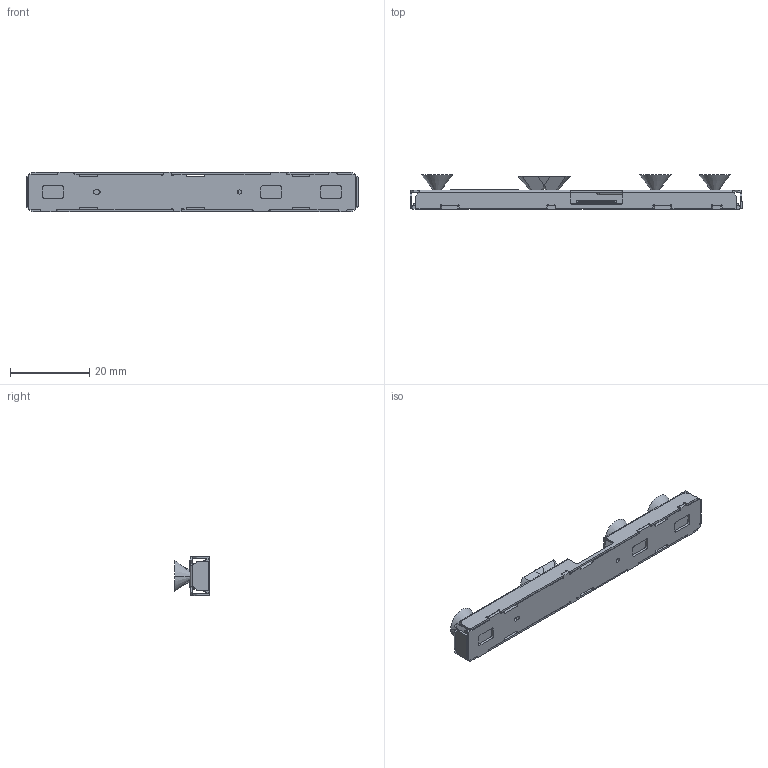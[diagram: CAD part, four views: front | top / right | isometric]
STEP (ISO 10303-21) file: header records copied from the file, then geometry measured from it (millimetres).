
FILE_DESCRIPTION (( 'STEP AP214' ), '1' );
FILE_NAME ('IDC-DS-0601 EXT. REV.02 25-MAY-2017.STEP', '2017-05-25T09:49:17', ( '' ), ( '' ), 'SwSTEP 2.0', 'SolidWorks 2015', '' );
FILE_SCHEMA (( 'AUTOMOTIVE_DESIGN' ));
Length unit declared in the file: millimetre
Products named in the file (18): IDC-DS-0595_EXT; Part1^IDC-DS-0595; IDC-DS-0566_EXT; IDC-DS-0261; IDC-DS-0568; Projector FOV 001; 20708-050E; IDC-DS-0596_EXT; IDC-DS-0446; IDC-DS-0588; PC0644_EXT; IDC-DS-0594_EXT; IDC-DS-0502_EXT; IDC-DS-0600_EXT; Part2^IDC-DS-0502; IDC-DS-0392_EXT; IDC-DS-0601 EXT. REV.02 25-MAY-2017
Assembly tree (24 placements, depth 7):
  IDC-DS-0601 EXT. REV.02 25-MAY-2017
    IDC-DS-0600_EXT
      IDC-DS-0594_EXT
        IDC-DS-0595_EXT
          IDC-DS-0596_EXT
            IDC-DS-0566_EXT
            IDC-DS-0392_EXT
            PC0644_EXT
              PC0644_EXT
              20708-050E
          Part1^IDC-DS-0595
          Projector FOV 001  x2
        20708-050E
        IDC-DS-0502_EXT  x3
          Part2^IDC-DS-0502
          IDC-DS-0588
      IDC-DS-0261
      IDC-DS-0446
      IDC-DS-0568
Bounding box: 83.7 x 8.62 x 10 mm (x, y, z)
Volume: 2278.2 mm3; surface area: 8397.6 mm2
Topology: 26 solids, 26 shells, 3989 faces, 10372 edges, 6520 vertices
Faces by surface type: plane 3298, cylinder 444, bspline 209, torus 24, cone 14
Entity records: 97978 total; most frequent: CARTESIAN_POINT 27272, ORIENTED_EDGE 13616, DIRECTION 11896, EDGE_CURVE 6808, LINE 5712, VECTOR 5712, VERTEX_POINT 4328, AXIS2_PLACEMENT_3D 3092
